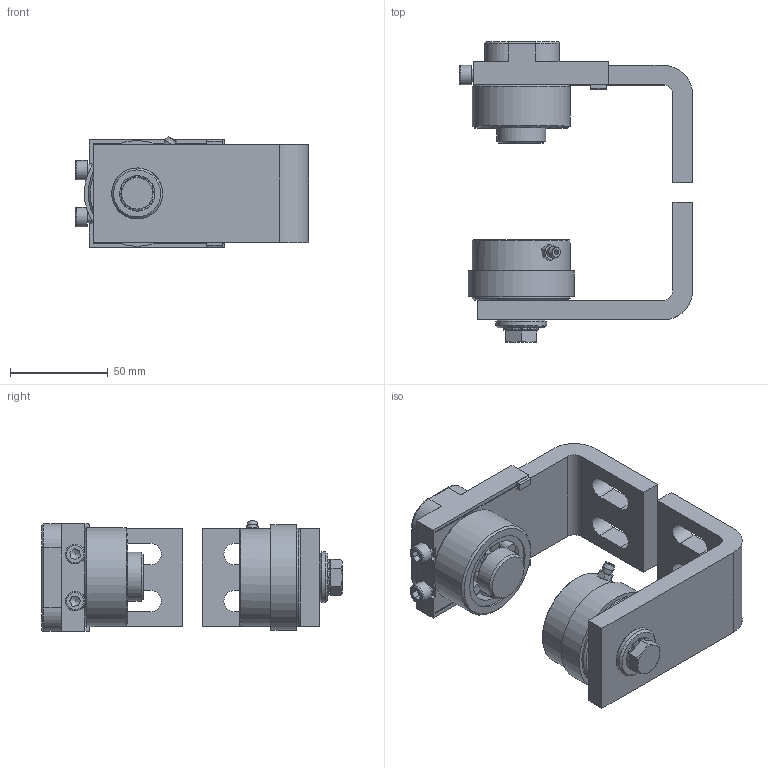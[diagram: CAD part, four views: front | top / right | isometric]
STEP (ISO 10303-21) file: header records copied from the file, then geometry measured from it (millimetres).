
FILE_DESCRIPTION(/* description */ (''),/* implementation_level */ '2;1');
FILE_NAME(/* name */ '25052.stp',/* time_stamp */ '2016-09-13T11:24:09+02:00',/* author */ ('Marc'),/* organization */ (''),/* preprocessor_version */ 'ST-DEVELOPER v15.6',/* originating_system */ 'Autodesk Inventor 2015',/* authorisation */ '');
FILE_SCHEMA (('AUTOMOTIVE_DESIGN { 1 0 10303 214 3 1 1 }'));
Length unit declared in the file: millimetre
Products named in the file (1): Pièce1
Bounding box: 119 x 153.4 x 56.68 mm (x, y, z)
Volume: 257321.3 mm3; surface area: 82221.1 mm2
Topology: 2 solids, 7 shells, 534 faces, 1688 edges, 1082 vertices
Faces by surface type: plane 333, cone 98, cylinder 89, torus 12, bspline 2
Full cylindrical faces by diameter (mm): 2.459 x1, 4.134 x1, 6 x4, 8.376 x1, 10 x5, 10.2 x3, 10.5 x1, 14.63 x3, 16.9 x1, 18 x3, 22.446 x2, 24.736 x2, 25 x1, 26 x1, 35 x2, 40 x1, 44 x1, 50 x5, 54 x1
Entity records: 19522 total; most frequent: CARTESIAN_POINT 3886, DIRECTION 3235, ORIENTED_EDGE 3204, EDGE_CURVE 1574, AXIS2_PLACEMENT_3D 1267, VERTEX_POINT 1038, LINE 701, VECTOR 701
